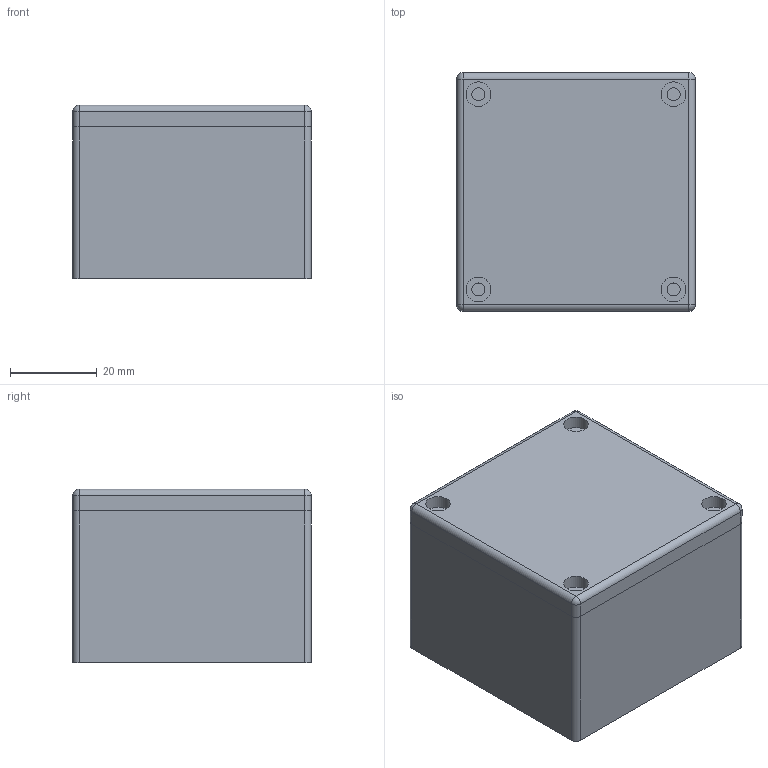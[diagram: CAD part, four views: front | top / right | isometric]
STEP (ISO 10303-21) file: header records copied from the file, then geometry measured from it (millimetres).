
FILE_DESCRIPTION(/* description */ (''),/* implementation_level */ '2;1');
FILE_NAME(/* name */ 'Teensy LC Enclosure.step',/* time_stamp */ '2021-04-11T20:45:21-04:00',/* author */ (''),/* organization */ (''),/* preprocessor_version */ 'ST-DEVELOPER v18.1',/* originating_system */ 'Autodesk Translation Framework v10.6.0.1341',/* authorisation */ '');
FILE_SCHEMA (('AUTOMOTIVE_DESIGN { 1 0 10303 214 3 1 1 }'));
Length unit declared in the file: millimetre
Products named in the file (1): Teensy LC Enclosure
Bounding box: 55 x 55 x 40 mm (x, y, z)
Volume: 47803.1 mm3; surface area: 26618.7 mm2
Topology: 2 solids, 2 shells, 75 faces, 174 edges, 112 vertices
Faces by surface type: plane 41, cylinder 30, sphere 4
Full cylindrical faces by diameter (mm): 3 x8, 5.7 x4, 16.3 x2
Entity records: 2192 total; most frequent: DIRECTION 386, CARTESIAN_POINT 362, ORIENTED_EDGE 348, EDGE_CURVE 174, AXIS2_PLACEMENT_3D 136, LINE 114, VECTOR 114, VERTEX_POINT 112
